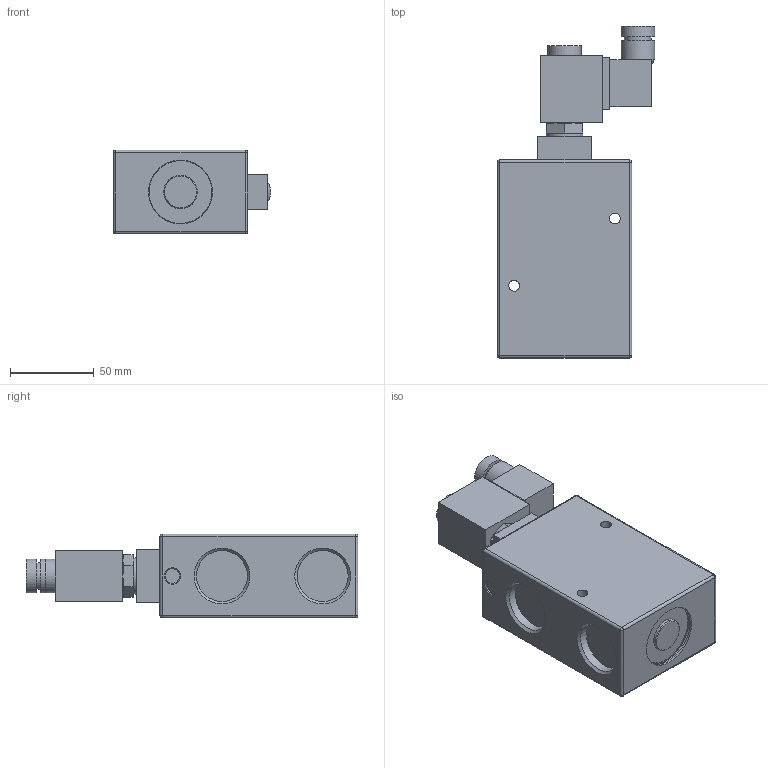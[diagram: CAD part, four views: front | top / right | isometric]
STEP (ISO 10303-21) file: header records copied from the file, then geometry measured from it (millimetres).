
FILE_DESCRIPTION(/* description */ (''),/* implementation_level */ '2;1');
FILE_NAME(/* name */ '3D_evv20r124cna.stp',/* time_stamp */ '2024-04-15T16:23:35+02:00',/* author */ ('enginyeria3'),/* organization */ (''),/* preprocessor_version */ 'ST-DEVELOPER v20',/* originating_system */ 'Autodesk Inventor 2024',/* authorisation */ '');
FILE_SCHEMA (('AUTOMOTIVE_DESIGN { 1 0 10303 214 3 1 1 }'));
Length unit declared in the file: millimetre
Products named in the file (1): Pieza49
Bounding box: 93.7 x 197.7 x 50 mm (x, y, z)
Volume: 535152.8 mm3; surface area: 60512.8 mm2
Topology: 1 solids, 7 shells, 225 faces, 484 edges, 308 vertices
Faces by surface type: plane 137, cylinder 54, cone 25, sphere 8, bspline 1
Full cylindrical faces by diameter (mm): 1.5 x1, 2.5 x4, 3 x1, 3.2 x1, 4 x2, 4.3 x2, 5.6 x1, 6 x2, 6.5 x2, 7 x1, 8.566 x2, 9 x1, 10.1 x1, 10.5 x4, 16 x1, 20 x4, 22 x1, 30.291 x3, 37.5 x1, 38 x2, 39.5 x1
Entity records: 6152 total; most frequent: CARTESIAN_POINT 1160, DIRECTION 1037, ORIENTED_EDGE 968, EDGE_CURVE 484, AXIS2_PLACEMENT_3D 367, VERTEX_POINT 308, LINE 303, VECTOR 303
